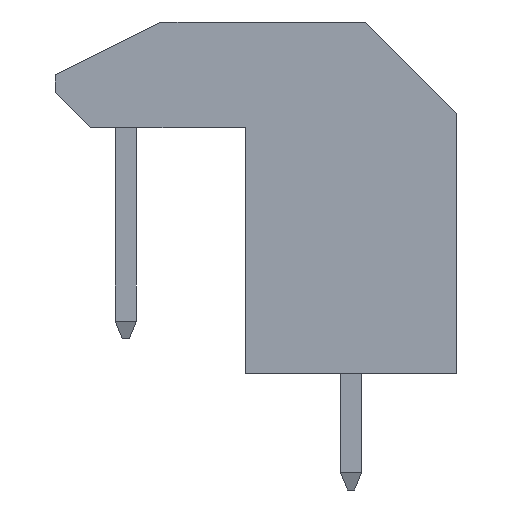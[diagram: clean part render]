
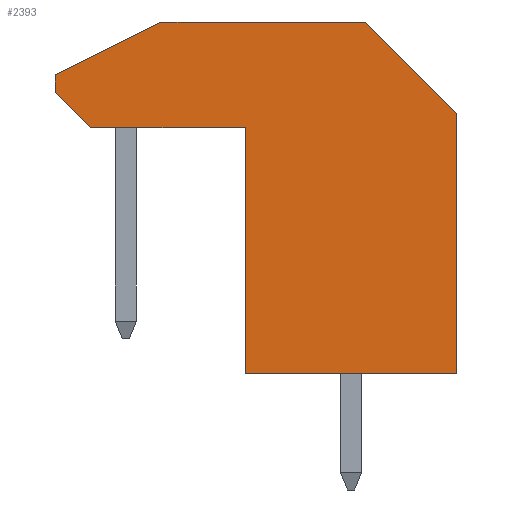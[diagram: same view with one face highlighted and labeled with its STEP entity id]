
A CAD part, left-side view. The second image highlights one B-rep face of the part: STEP entity #2393.
In plain terms, the highlighted planar face has unit normal (-1, 0, 0).
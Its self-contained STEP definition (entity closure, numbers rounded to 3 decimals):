
#2126 = VERTEX_POINT('',#2127);
#2127 = CARTESIAN_POINT('',(-1.25,7.4,7.));
#2136 = PLANE('',#2137);
#2137 = AXIS2_PLACEMENT_3D('',#2138,#2139,#2140);
#2138 = CARTESIAN_POINT('',(-1.25,7.4,7.));
#2139 = DIRECTION('',(0.,-0.707,0.707));
#2140 = DIRECTION('',(0.,0.707,0.707));
#2148 = PLANE('',#2149);
#2149 = AXIS2_PLACEMENT_3D('',#2150,#2151,#2152);
#2150 = CARTESIAN_POINT('',(-1.25,7.4,7.));
#2151 = DIRECTION('',(0.,0.,-1.));
#2152 = DIRECTION('',(0.,-1.,0.));
#2189 = VERTEX_POINT('',#2190);
#2190 = CARTESIAN_POINT('',(-1.25,8.4,8.));
#2204 = PLANE('',#2205);
#2205 = AXIS2_PLACEMENT_3D('',#2206,#2207,#2208);
#2206 = CARTESIAN_POINT('',(-1.25,8.4,8.));
#2207 = DIRECTION('',(0.,-1.,0.));
#2208 = DIRECTION('',(0.,0.,1.));
#2216 = EDGE_CURVE('',#2126,#2189,#2217,.T.);
#2217 = SURFACE_CURVE('',#2218,(#2222,#2229),.PCURVE_S1.);
#2218 = LINE('',#2219,#2220);
#2219 = CARTESIAN_POINT('',(-1.25,7.4,7.));
#2220 = VECTOR('',#2221,1.);
#2221 = DIRECTION('',(0.,0.707,0.707));
#2222 = PCURVE('',#2136,#2223);
#2223 = DEFINITIONAL_REPRESENTATION('',(#2224),#2228);
#2224 = LINE('',#2225,#2226);
#2225 = CARTESIAN_POINT('',(0.,0.));
#2226 = VECTOR('',#2227,1.);
#2227 = DIRECTION('',(1.,0.));
#2228 = ( GEOMETRIC_REPRESENTATION_CONTEXT(2) 
PARAMETRIC_REPRESENTATION_CONTEXT() REPRESENTATION_CONTEXT('2D SPACE',''
  ) );
#2229 = PCURVE('',#2230,#2235);
#2230 = PLANE('',#2231);
#2231 = AXIS2_PLACEMENT_3D('',#2232,#2233,#2234);
#2232 = CARTESIAN_POINT('',(-1.25,1.731,5.523));
#2233 = DIRECTION('',(1.,0.,0.));
#2234 = DIRECTION('',(0.,0.,1.));
#2235 = DEFINITIONAL_REPRESENTATION('',(#2236),#2240);
#2236 = LINE('',#2237,#2238);
#2237 = CARTESIAN_POINT('',(1.477,-5.669));
#2238 = VECTOR('',#2239,1.);
#2239 = DIRECTION('',(0.707,-0.707));
#2240 = ( GEOMETRIC_REPRESENTATION_CONTEXT(2) 
PARAMETRIC_REPRESENTATION_CONTEXT() REPRESENTATION_CONTEXT('2D SPACE',''
  ) );
#2270 = VERTEX_POINT('',#2271);
#2271 = CARTESIAN_POINT('',(-1.25,3.,7.));
#2285 = PLANE('',#2286);
#2286 = AXIS2_PLACEMENT_3D('',#2287,#2288,#2289);
#2287 = CARTESIAN_POINT('',(-1.25,3.,0.));
#2288 = DIRECTION('',(0.,-1.,0.));
#2289 = DIRECTION('',(0.,0.,1.));
#2297 = EDGE_CURVE('',#2126,#2270,#2298,.T.);
#2298 = SURFACE_CURVE('',#2299,(#2303,#2310),.PCURVE_S1.);
#2299 = LINE('',#2300,#2301);
#2300 = CARTESIAN_POINT('',(-1.25,7.4,7.));
#2301 = VECTOR('',#2302,1.);
#2302 = DIRECTION('',(0.,-1.,0.));
#2303 = PCURVE('',#2148,#2304);
#2304 = DEFINITIONAL_REPRESENTATION('',(#2305),#2309);
#2305 = LINE('',#2306,#2307);
#2306 = CARTESIAN_POINT('',(0.,-0.));
#2307 = VECTOR('',#2308,1.);
#2308 = DIRECTION('',(1.,0.));
#2309 = ( GEOMETRIC_REPRESENTATION_CONTEXT(2) 
PARAMETRIC_REPRESENTATION_CONTEXT() REPRESENTATION_CONTEXT('2D SPACE',''
  ) );
#2310 = PCURVE('',#2230,#2311);
#2311 = DEFINITIONAL_REPRESENTATION('',(#2312),#2316);
#2312 = LINE('',#2313,#2314);
#2313 = CARTESIAN_POINT('',(1.477,-5.669));
#2314 = VECTOR('',#2315,1.);
#2315 = DIRECTION('',(0.,1.));
#2316 = ( GEOMETRIC_REPRESENTATION_CONTEXT(2) 
PARAMETRIC_REPRESENTATION_CONTEXT() REPRESENTATION_CONTEXT('2D SPACE',''
  ) );
#2346 = VERTEX_POINT('',#2347);
#2347 = CARTESIAN_POINT('',(-1.25,8.4,8.5));
#2361 = PLANE('',#2362);
#2362 = AXIS2_PLACEMENT_3D('',#2363,#2364,#2365);
#2363 = CARTESIAN_POINT('',(-1.25,8.4,8.5));
#2364 = DIRECTION('',(0.,-0.447,-0.894));
#2365 = DIRECTION('',(0.,-0.894,0.447));
#2373 = EDGE_CURVE('',#2189,#2346,#2374,.T.);
#2374 = SURFACE_CURVE('',#2375,(#2379,#2386),.PCURVE_S1.);
#2375 = LINE('',#2376,#2377);
#2376 = CARTESIAN_POINT('',(-1.25,8.4,8.));
#2377 = VECTOR('',#2378,1.);
#2378 = DIRECTION('',(0.,0.,1.));
#2379 = PCURVE('',#2204,#2380);
#2380 = DEFINITIONAL_REPRESENTATION('',(#2381),#2385);
#2381 = LINE('',#2382,#2383);
#2382 = CARTESIAN_POINT('',(0.,0.));
#2383 = VECTOR('',#2384,1.);
#2384 = DIRECTION('',(1.,0.));
#2385 = ( GEOMETRIC_REPRESENTATION_CONTEXT(2) 
PARAMETRIC_REPRESENTATION_CONTEXT() REPRESENTATION_CONTEXT('2D SPACE',''
  ) );
#2386 = PCURVE('',#2230,#2387);
#2387 = DEFINITIONAL_REPRESENTATION('',(#2388),#2392);
#2388 = LINE('',#2389,#2390);
#2389 = CARTESIAN_POINT('',(2.477,-6.669));
#2390 = VECTOR('',#2391,1.);
#2391 = DIRECTION('',(1.,0.));
#2392 = ( GEOMETRIC_REPRESENTATION_CONTEXT(2) 
PARAMETRIC_REPRESENTATION_CONTEXT() REPRESENTATION_CONTEXT('2D SPACE',''
  ) );
#2393 = ADVANCED_FACE('',(#2394),#2230,.F.);
#2394 = FACE_BOUND('',#2395,.F.);
#2395 = EDGE_LOOP('',(#2396,#2397,#2398,#2421,#2449,#2477,#2505,#2533,
    #2554));
#2396 = ORIENTED_EDGE('',*,*,#2216,.T.);
#2397 = ORIENTED_EDGE('',*,*,#2373,.T.);
#2398 = ORIENTED_EDGE('',*,*,#2399,.T.);
#2399 = EDGE_CURVE('',#2346,#2400,#2402,.T.);
#2400 = VERTEX_POINT('',#2401);
#2401 = CARTESIAN_POINT('',(-1.25,5.4,10.));
#2402 = SURFACE_CURVE('',#2403,(#2407,#2414),.PCURVE_S1.);
#2403 = LINE('',#2404,#2405);
#2404 = CARTESIAN_POINT('',(-1.25,8.4,8.5));
#2405 = VECTOR('',#2406,1.);
#2406 = DIRECTION('',(0.,-0.894,0.447));
#2407 = PCURVE('',#2230,#2408);
#2408 = DEFINITIONAL_REPRESENTATION('',(#2409),#2413);
#2409 = LINE('',#2410,#2411);
#2410 = CARTESIAN_POINT('',(2.977,-6.669));
#2411 = VECTOR('',#2412,1.);
#2412 = DIRECTION('',(0.447,0.894));
#2413 = ( GEOMETRIC_REPRESENTATION_CONTEXT(2) 
PARAMETRIC_REPRESENTATION_CONTEXT() REPRESENTATION_CONTEXT('2D SPACE',''
  ) );
#2414 = PCURVE('',#2361,#2415);
#2415 = DEFINITIONAL_REPRESENTATION('',(#2416),#2420);
#2416 = LINE('',#2417,#2418);
#2417 = CARTESIAN_POINT('',(0.,0.));
#2418 = VECTOR('',#2419,1.);
#2419 = DIRECTION('',(1.,0.));
#2420 = ( GEOMETRIC_REPRESENTATION_CONTEXT(2) 
PARAMETRIC_REPRESENTATION_CONTEXT() REPRESENTATION_CONTEXT('2D SPACE',''
  ) );
#2421 = ORIENTED_EDGE('',*,*,#2422,.T.);
#2422 = EDGE_CURVE('',#2400,#2423,#2425,.T.);
#2423 = VERTEX_POINT('',#2424);
#2424 = CARTESIAN_POINT('',(-1.25,-0.4,10.));
#2425 = SURFACE_CURVE('',#2426,(#2430,#2437),.PCURVE_S1.);
#2426 = LINE('',#2427,#2428);
#2427 = CARTESIAN_POINT('',(-1.25,5.4,10.));
#2428 = VECTOR('',#2429,1.);
#2429 = DIRECTION('',(0.,-1.,0.));
#2430 = PCURVE('',#2230,#2431);
#2431 = DEFINITIONAL_REPRESENTATION('',(#2432),#2436);
#2432 = LINE('',#2433,#2434);
#2433 = CARTESIAN_POINT('',(4.477,-3.669));
#2434 = VECTOR('',#2435,1.);
#2435 = DIRECTION('',(0.,1.));
#2436 = ( GEOMETRIC_REPRESENTATION_CONTEXT(2) 
PARAMETRIC_REPRESENTATION_CONTEXT() REPRESENTATION_CONTEXT('2D SPACE',''
  ) );
#2437 = PCURVE('',#2438,#2443);
#2438 = PLANE('',#2439);
#2439 = AXIS2_PLACEMENT_3D('',#2440,#2441,#2442);
#2440 = CARTESIAN_POINT('',(-1.25,5.4,10.));
#2441 = DIRECTION('',(0.,0.,-1.));
#2442 = DIRECTION('',(0.,-1.,0.));
#2443 = DEFINITIONAL_REPRESENTATION('',(#2444),#2448);
#2444 = LINE('',#2445,#2446);
#2445 = CARTESIAN_POINT('',(0.,-0.));
#2446 = VECTOR('',#2447,1.);
#2447 = DIRECTION('',(1.,0.));
#2448 = ( GEOMETRIC_REPRESENTATION_CONTEXT(2) 
PARAMETRIC_REPRESENTATION_CONTEXT() REPRESENTATION_CONTEXT('2D SPACE',''
  ) );
#2449 = ORIENTED_EDGE('',*,*,#2450,.T.);
#2450 = EDGE_CURVE('',#2423,#2451,#2453,.T.);
#2451 = VERTEX_POINT('',#2452);
#2452 = CARTESIAN_POINT('',(-1.25,-3.,7.4));
#2453 = SURFACE_CURVE('',#2454,(#2458,#2465),.PCURVE_S1.);
#2454 = LINE('',#2455,#2456);
#2455 = CARTESIAN_POINT('',(-1.25,-0.4,10.));
#2456 = VECTOR('',#2457,1.);
#2457 = DIRECTION('',(0.,-0.707,-0.707));
#2458 = PCURVE('',#2230,#2459);
#2459 = DEFINITIONAL_REPRESENTATION('',(#2460),#2464);
#2460 = LINE('',#2461,#2462);
#2461 = CARTESIAN_POINT('',(4.477,2.131));
#2462 = VECTOR('',#2463,1.);
#2463 = DIRECTION('',(-0.707,0.707));
#2464 = ( GEOMETRIC_REPRESENTATION_CONTEXT(2) 
PARAMETRIC_REPRESENTATION_CONTEXT() REPRESENTATION_CONTEXT('2D SPACE',''
  ) );
#2465 = PCURVE('',#2466,#2471);
#2466 = PLANE('',#2467);
#2467 = AXIS2_PLACEMENT_3D('',#2468,#2469,#2470);
#2468 = CARTESIAN_POINT('',(-1.25,-0.4,10.));
#2469 = DIRECTION('',(0.,0.707,-0.707));
#2470 = DIRECTION('',(0.,-0.707,-0.707));
#2471 = DEFINITIONAL_REPRESENTATION('',(#2472),#2476);
#2472 = LINE('',#2473,#2474);
#2473 = CARTESIAN_POINT('',(0.,0.));
#2474 = VECTOR('',#2475,1.);
#2475 = DIRECTION('',(1.,0.));
#2476 = ( GEOMETRIC_REPRESENTATION_CONTEXT(2) 
PARAMETRIC_REPRESENTATION_CONTEXT() REPRESENTATION_CONTEXT('2D SPACE',''
  ) );
#2477 = ORIENTED_EDGE('',*,*,#2478,.T.);
#2478 = EDGE_CURVE('',#2451,#2479,#2481,.T.);
#2479 = VERTEX_POINT('',#2480);
#2480 = CARTESIAN_POINT('',(-1.25,-3.,0.));
#2481 = SURFACE_CURVE('',#2482,(#2486,#2493),.PCURVE_S1.);
#2482 = LINE('',#2483,#2484);
#2483 = CARTESIAN_POINT('',(-1.25,-3.,7.4));
#2484 = VECTOR('',#2485,1.);
#2485 = DIRECTION('',(0.,0.,-1.));
#2486 = PCURVE('',#2230,#2487);
#2487 = DEFINITIONAL_REPRESENTATION('',(#2488),#2492);
#2488 = LINE('',#2489,#2490);
#2489 = CARTESIAN_POINT('',(1.877,4.731));
#2490 = VECTOR('',#2491,1.);
#2491 = DIRECTION('',(-1.,0.));
#2492 = ( GEOMETRIC_REPRESENTATION_CONTEXT(2) 
PARAMETRIC_REPRESENTATION_CONTEXT() REPRESENTATION_CONTEXT('2D SPACE',''
  ) );
#2493 = PCURVE('',#2494,#2499);
#2494 = PLANE('',#2495);
#2495 = AXIS2_PLACEMENT_3D('',#2496,#2497,#2498);
#2496 = CARTESIAN_POINT('',(-1.25,-3.,7.4));
#2497 = DIRECTION('',(0.,1.,0.));
#2498 = DIRECTION('',(0.,0.,-1.));
#2499 = DEFINITIONAL_REPRESENTATION('',(#2500),#2504);
#2500 = LINE('',#2501,#2502);
#2501 = CARTESIAN_POINT('',(0.,0.));
#2502 = VECTOR('',#2503,1.);
#2503 = DIRECTION('',(1.,0.));
#2504 = ( GEOMETRIC_REPRESENTATION_CONTEXT(2) 
PARAMETRIC_REPRESENTATION_CONTEXT() REPRESENTATION_CONTEXT('2D SPACE',''
  ) );
#2505 = ORIENTED_EDGE('',*,*,#2506,.T.);
#2506 = EDGE_CURVE('',#2479,#2507,#2509,.T.);
#2507 = VERTEX_POINT('',#2508);
#2508 = CARTESIAN_POINT('',(-1.25,3.,0.));
#2509 = SURFACE_CURVE('',#2510,(#2514,#2521),.PCURVE_S1.);
#2510 = LINE('',#2511,#2512);
#2511 = CARTESIAN_POINT('',(-1.25,-3.,0.));
#2512 = VECTOR('',#2513,1.);
#2513 = DIRECTION('',(0.,1.,0.));
#2514 = PCURVE('',#2230,#2515);
#2515 = DEFINITIONAL_REPRESENTATION('',(#2516),#2520);
#2516 = LINE('',#2517,#2518);
#2517 = CARTESIAN_POINT('',(-5.523,4.731));
#2518 = VECTOR('',#2519,1.);
#2519 = DIRECTION('',(0.,-1.));
#2520 = ( GEOMETRIC_REPRESENTATION_CONTEXT(2) 
PARAMETRIC_REPRESENTATION_CONTEXT() REPRESENTATION_CONTEXT('2D SPACE',''
  ) );
#2521 = PCURVE('',#2522,#2527);
#2522 = PLANE('',#2523);
#2523 = AXIS2_PLACEMENT_3D('',#2524,#2525,#2526);
#2524 = CARTESIAN_POINT('',(-1.25,-3.,0.));
#2525 = DIRECTION('',(0.,0.,1.));
#2526 = DIRECTION('',(0.,1.,0.));
#2527 = DEFINITIONAL_REPRESENTATION('',(#2528),#2532);
#2528 = LINE('',#2529,#2530);
#2529 = CARTESIAN_POINT('',(0.,0.));
#2530 = VECTOR('',#2531,1.);
#2531 = DIRECTION('',(1.,0.));
#2532 = ( GEOMETRIC_REPRESENTATION_CONTEXT(2) 
PARAMETRIC_REPRESENTATION_CONTEXT() REPRESENTATION_CONTEXT('2D SPACE',''
  ) );
#2533 = ORIENTED_EDGE('',*,*,#2534,.T.);
#2534 = EDGE_CURVE('',#2507,#2270,#2535,.T.);
#2535 = SURFACE_CURVE('',#2536,(#2540,#2547),.PCURVE_S1.);
#2536 = LINE('',#2537,#2538);
#2537 = CARTESIAN_POINT('',(-1.25,3.,0.));
#2538 = VECTOR('',#2539,1.);
#2539 = DIRECTION('',(0.,0.,1.));
#2540 = PCURVE('',#2230,#2541);
#2541 = DEFINITIONAL_REPRESENTATION('',(#2542),#2546);
#2542 = LINE('',#2543,#2544);
#2543 = CARTESIAN_POINT('',(-5.523,-1.269));
#2544 = VECTOR('',#2545,1.);
#2545 = DIRECTION('',(1.,0.));
#2546 = ( GEOMETRIC_REPRESENTATION_CONTEXT(2) 
PARAMETRIC_REPRESENTATION_CONTEXT() REPRESENTATION_CONTEXT('2D SPACE',''
  ) );
#2547 = PCURVE('',#2285,#2548);
#2548 = DEFINITIONAL_REPRESENTATION('',(#2549),#2553);
#2549 = LINE('',#2550,#2551);
#2550 = CARTESIAN_POINT('',(0.,0.));
#2551 = VECTOR('',#2552,1.);
#2552 = DIRECTION('',(1.,0.));
#2553 = ( GEOMETRIC_REPRESENTATION_CONTEXT(2) 
PARAMETRIC_REPRESENTATION_CONTEXT() REPRESENTATION_CONTEXT('2D SPACE',''
  ) );
#2554 = ORIENTED_EDGE('',*,*,#2297,.F.);
